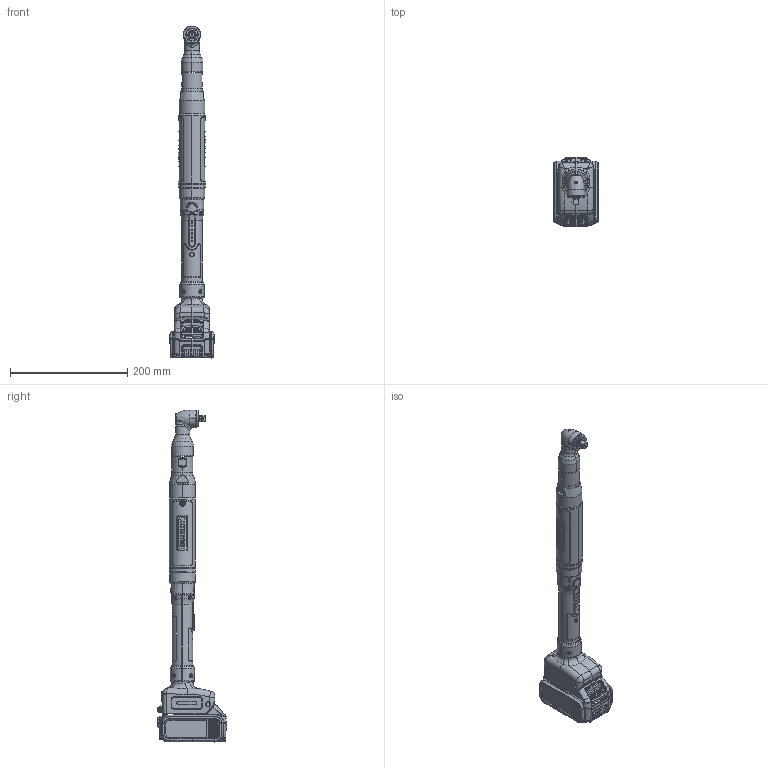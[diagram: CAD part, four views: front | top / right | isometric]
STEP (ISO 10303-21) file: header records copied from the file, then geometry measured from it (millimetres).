
FILE_DESCRIPTION((''),'2;1');
FILE_NAME('B23LA15-23','2016-01-08T',('TAS0721'),(''),'PRO/ENGINEER BY PARAMETRIC TECHNOLOGY CORPORATION, 2010430','PRO/ENGINEER BY PARAMETRIC TECHNOLOGY CORPORATION, 2010430','');
FILE_SCHEMA(('CONFIG_CONTROL_DESIGN'));
Length unit declared in the file: inch
Products named in the file (1): B23LA15-23
Bounding box: 75.49 x 118.35 x 567.48 mm (x, y, z)
Surface area: 107845.7 mm2 (no closed solid volume)
Topology: 0 solids, 152 shells, 888 faces, 4549 edges, 3714 vertices
Faces by surface type: bspline 376, cylinder 205, plane 159, torus 63, cone 55, extrusion 26, sphere 2, revolution 2
Entity records: 81483 total; most frequent: CARTESIAN_POINT 51799, ORIENTED_EDGE 5801, EDGE_CURVE 4547, DIRECTION 4422, VERTEX_POINT 3714, B_SPLINE_CURVE_WITH_KNOTS 2228, AXIS2_PLACEMENT_3D 1563, VECTOR 1294
